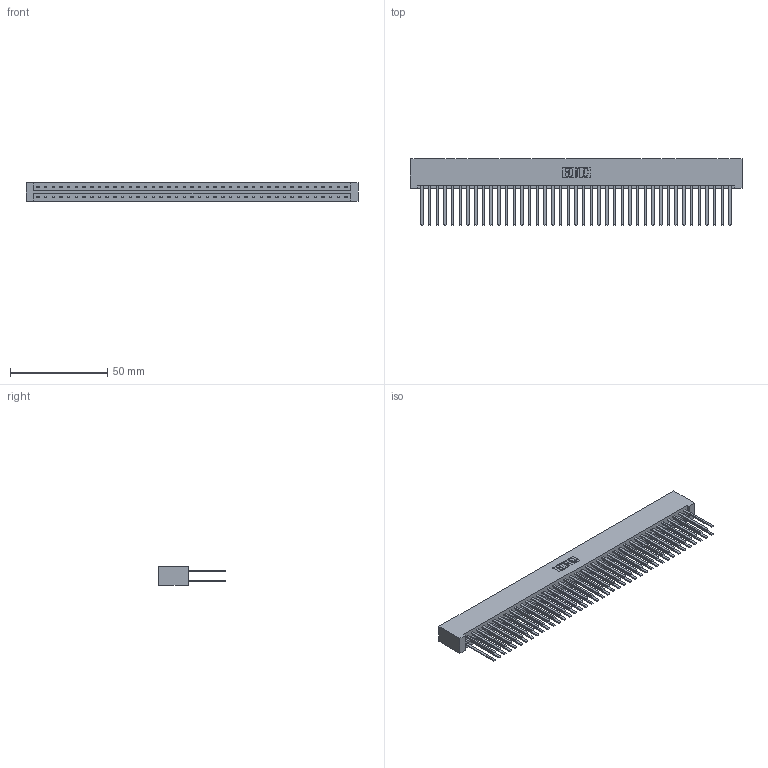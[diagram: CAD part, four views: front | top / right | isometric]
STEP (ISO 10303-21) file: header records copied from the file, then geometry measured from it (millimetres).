
FILE_DESCRIPTION (( 'STEP AP203' ), '1' );
FILE_NAME ('833-082-544-201.STEP', '2020-06-05T23:54:03', ( '' ), ( '' ), 'SwSTEP 2.0', 'SolidWorks 2020', '' );
FILE_SCHEMA (( 'CONFIG_CONTROL_DESIGN' ));
Length unit declared in the file: inch
Products named in the file (3): 833-082-544-201; 833 Part_Lugless; 345-292-001_345-293-144
Assembly tree (83 placements, depth 2):
  833-082-544-201
    833 Part_Lugless
    345-292-001_345-293-144  x82
Bounding box: 170.71 x 34.3 x 9.4 mm (x, y, z)
Volume: 19201.2 mm3; surface area: 26415.3 mm2
Topology: 83 solids, 83 shells, 3878 faces, 11521 edges, 7570 vertices
Faces by surface type: plane 2690, cylinder 1188
Entity records: 26045 total; most frequent: CARTESIAN_POINT 4314, ORIENTED_EDGE 4250, DIRECTION 3677, EDGE_CURVE 2125, LINE 2009, VECTOR 2009, VERTEX_POINT 1414, AXIS2_PLACEMENT_3D 834
